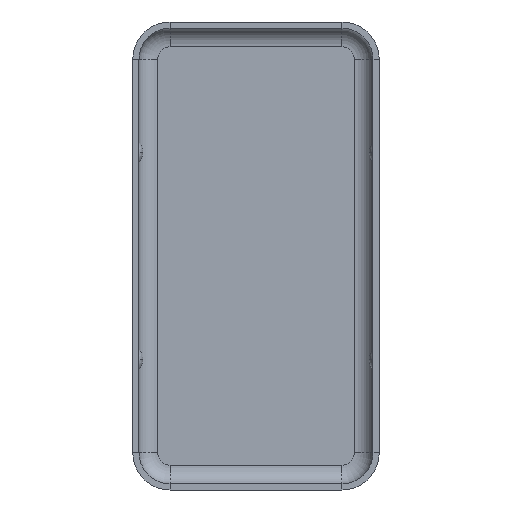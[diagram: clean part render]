
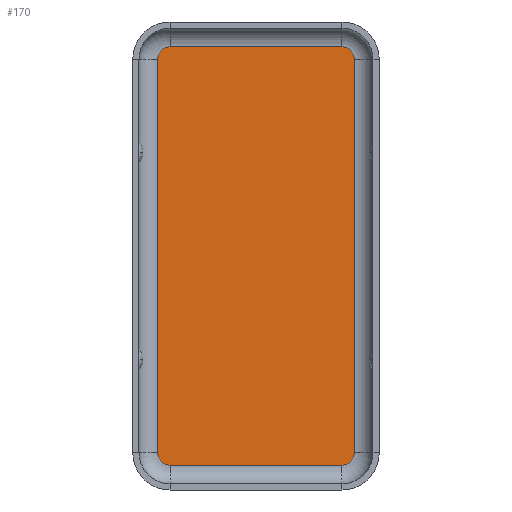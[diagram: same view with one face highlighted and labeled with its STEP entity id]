
A CAD part, front view. The second image highlights one B-rep face of the part: STEP entity #170.
In plain terms, the highlighted planar face has unit normal (0, -1, 0).
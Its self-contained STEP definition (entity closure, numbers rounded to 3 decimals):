
#15 = LINE ( 'NONE', #1057, #465 ) ;
#34 = DIRECTION ( 'NONE',  ( -1., 0., 0. ) ) ;
#51 = DIRECTION ( 'NONE',  ( 1., 0., 0. ) ) ;
#60 = EDGE_CURVE ( 'NONE', #162, #1462, #326, .T. ) ;
#64 = ORIENTED_EDGE ( 'NONE', *, *, #1411, .F. ) ;
#83 = VERTEX_POINT ( 'NONE', #1235 ) ;
#106 = CARTESIAN_POINT ( 'NONE',  ( -4.15, 0., -9.5 ) ) ;
#132 = EDGE_CURVE ( 'NONE', #516, #162, #1362, .T. ) ;
#152 = DIRECTION ( 'NONE',  ( 0., 1., 0. ) ) ;
#162 = VERTEX_POINT ( 'NONE', #647 ) ;
#163 = CARTESIAN_POINT ( 'NONE',  ( 4.15, 0., 10.1 ) ) ;
#170 = ADVANCED_FACE ( 'NONE', ( #385 ), #1509, .T. ) ;
#236 = DIRECTION ( 'NONE',  ( 0., -1., 0. ) ) ;
#244 = CARTESIAN_POINT ( 'NONE',  ( 4.15, 0., -9.5 ) ) ;
#258 = ORIENTED_EDGE ( 'NONE', *, *, #641, .F. ) ;
#279 = CARTESIAN_POINT ( 'NONE',  ( -4.15, 0., 9.5 ) ) ;
#306 = CARTESIAN_POINT ( 'NONE',  ( 4.15, 0., -9.5 ) ) ;
#326 = CIRCLE ( 'NONE', #906, 0.6 ) ;
#335 = AXIS2_PLACEMENT_3D ( 'NONE', #279, #152, #34 ) ;
#349 = CARTESIAN_POINT ( 'NONE',  ( 4.15, 0., -10.1 ) ) ;
#357 = ORIENTED_EDGE ( 'NONE', *, *, #426, .F. ) ;
#372 = VERTEX_POINT ( 'NONE', #460 ) ;
#385 = FACE_OUTER_BOUND ( 'NONE', #1276, .T. ) ;
#405 = EDGE_CURVE ( 'NONE', #83, #821, #1110, .T. ) ;
#418 = CIRCLE ( 'NONE', #897, 0.6 ) ;
#426 = EDGE_CURVE ( 'NONE', #821, #1462, #956, .T. ) ;
#429 = AXIS2_PLACEMENT_3D ( 'NONE', #306, #695, #51 ) ;
#442 = LINE ( 'NONE', #1242, #1013 ) ;
#460 = CARTESIAN_POINT ( 'NONE',  ( -4.15, 0., 10.1 ) ) ;
#465 = VECTOR ( 'NONE', #1553, 1000. ) ;
#516 = VERTEX_POINT ( 'NONE', #1332 ) ;
#528 = DIRECTION ( 'NONE',  ( 0., -1., 0. ) ) ;
#641 = EDGE_CURVE ( 'NONE', #516, #372, #1376, .T. ) ;
#647 = CARTESIAN_POINT ( 'NONE',  ( -4.75, 0., -9.5 ) ) ;
#695 = DIRECTION ( 'NONE',  ( 0., 1., 0. ) ) ;
#698 = CARTESIAN_POINT ( 'NONE',  ( -4.15, 0., -10.1 ) ) ;
#709 = VERTEX_POINT ( 'NONE', #163 ) ;
#751 = DIRECTION ( 'NONE',  ( 0., -1., 0. ) ) ;
#756 = DIRECTION ( 'NONE',  ( 0., 0., -1. ) ) ;
#779 = VECTOR ( 'NONE', #1472, 1000. ) ;
#821 = VERTEX_POINT ( 'NONE', #1434 ) ;
#838 = VERTEX_POINT ( 'NONE', #1189 ) ;
#897 = AXIS2_PLACEMENT_3D ( 'NONE', #1373, #236, #1369 ) ;
#902 = CARTESIAN_POINT ( 'NONE',  ( -4.75, 0., 0. ) ) ;
#904 = ORIENTED_EDGE ( 'NONE', *, *, #60, .T. ) ;
#906 = AXIS2_PLACEMENT_3D ( 'NONE', #106, #751, #989 ) ;
#941 = ORIENTED_EDGE ( 'NONE', *, *, #1042, .T. ) ;
#956 = LINE ( 'NONE', #349, #779 ) ;
#989 = DIRECTION ( 'NONE',  ( -1., 0., 0. ) ) ;
#1013 = VECTOR ( 'NONE', #1363, 1000. ) ;
#1024 = ORIENTED_EDGE ( 'NONE', *, *, #1111, .T. ) ;
#1042 = EDGE_CURVE ( 'NONE', #838, #709, #418, .T. ) ;
#1057 = CARTESIAN_POINT ( 'NONE',  ( 4.75, 0., 0. ) ) ;
#1110 = CIRCLE ( 'NONE', #429, 0.6 ) ;
#1111 = EDGE_CURVE ( 'NONE', #709, #372, #442, .T. ) ;
#1189 = CARTESIAN_POINT ( 'NONE',  ( 4.75, 0., 9.5 ) ) ;
#1235 = CARTESIAN_POINT ( 'NONE',  ( 4.75, 0., -9.5 ) ) ;
#1242 = CARTESIAN_POINT ( 'NONE',  ( 4.15, 0., 10.1 ) ) ;
#1276 = EDGE_LOOP ( 'NONE', ( #357, #1446, #64, #941, #1024, #258, #1287, #904 ) ) ;
#1287 = ORIENTED_EDGE ( 'NONE', *, *, #132, .T. ) ;
#1332 = CARTESIAN_POINT ( 'NONE',  ( -4.75, 0., 9.5 ) ) ;
#1362 = LINE ( 'NONE', #902, #1589 ) ;
#1363 = DIRECTION ( 'NONE',  ( -1., 0., 0. ) ) ;
#1369 = DIRECTION ( 'NONE',  ( 1., 0., 0. ) ) ;
#1373 = CARTESIAN_POINT ( 'NONE',  ( 4.15, 0., 9.5 ) ) ;
#1376 = CIRCLE ( 'NONE', #335, 0.6 ) ;
#1377 = AXIS2_PLACEMENT_3D ( 'NONE', #244, #528, #756 ) ;
#1411 = EDGE_CURVE ( 'NONE', #838, #83, #15, .T. ) ;
#1434 = CARTESIAN_POINT ( 'NONE',  ( 4.15, 0., -10.1 ) ) ;
#1446 = ORIENTED_EDGE ( 'NONE', *, *, #405, .F. ) ;
#1462 = VERTEX_POINT ( 'NONE', #698 ) ;
#1472 = DIRECTION ( 'NONE',  ( -1., 0., 0. ) ) ;
#1502 = DIRECTION ( 'NONE',  ( 0., 0., -1. ) ) ;
#1509 = PLANE ( 'NONE',  #1377 ) ;
#1553 = DIRECTION ( 'NONE',  ( 0., 0., -1. ) ) ;
#1589 = VECTOR ( 'NONE', #1502, 1000. ) ;
